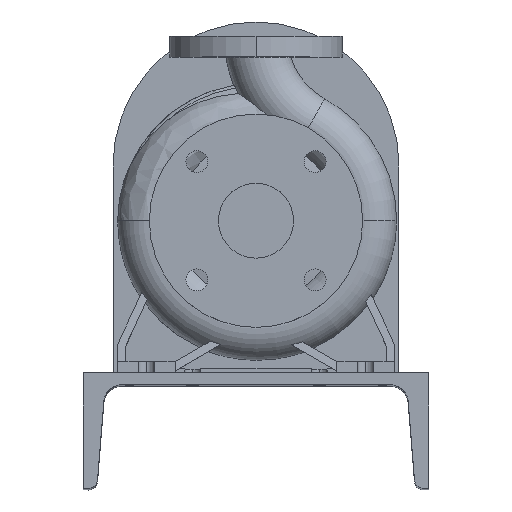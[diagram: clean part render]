
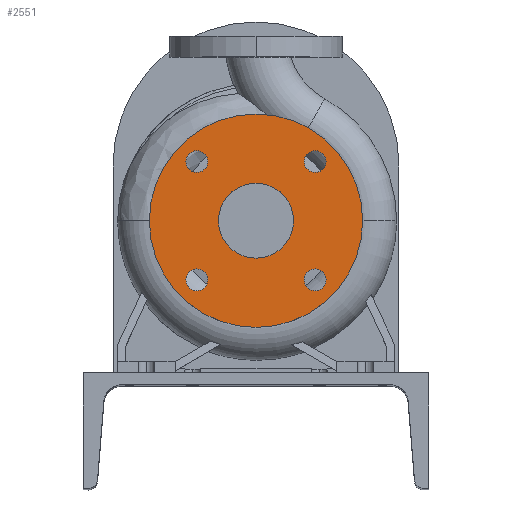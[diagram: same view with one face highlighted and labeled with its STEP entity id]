
A CAD part, top view. The second image highlights one B-rep face of the part: STEP entity #2551.
In plain terms, the highlighted planar face has unit normal (0, 0, 1).
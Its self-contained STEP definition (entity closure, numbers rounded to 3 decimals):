
#48 = CARTESIAN_POINT ( 'NONE',  ( 41.765, 51.265, 80. ) ) ;
#713 = CIRCLE ( 'NONE', #16909, 9.5 ) ;
#760 = DIRECTION ( 'NONE',  ( 0., -1., 0. ) ) ;
#800 = AXIS2_PLACEMENT_3D ( 'NONE', #19630, #3369, #8242 ) ;
#966 = VERTEX_POINT ( 'NONE', #3601 ) ;
#1060 = DIRECTION ( 'NONE',  ( 0., 0., 1. ) ) ;
#1362 = ORIENTED_EDGE ( 'NONE', *, *, #13234, .F. ) ;
#1495 = FACE_OUTER_BOUND ( 'NONE', #4396, .T. ) ;
#1665 = VERTEX_POINT ( 'NONE', #19275 ) ;
#1707 = FACE_BOUND ( 'NONE', #14737, .T. ) ;
#1759 = ORIENTED_EDGE ( 'NONE', *, *, #15079, .T. ) ;
#2020 = ORIENTED_EDGE ( 'NONE', *, *, #12316, .F. ) ;
#2161 = AXIS2_PLACEMENT_3D ( 'NONE', #18045, #9710, #8138 ) ;
#2315 = CARTESIAN_POINT ( 'NONE',  ( 0., -32.5, 80. ) ) ;
#2551 = ADVANCED_FACE ( 'NONE', ( #14492, #9958, #16391, #1495, #1707, #9856 ), #20816, .F. ) ;
#2576 = DIRECTION ( 'NONE',  ( 0., 0., 1. ) ) ;
#2962 = ORIENTED_EDGE ( 'NONE', *, *, #16533, .F. ) ;
#3054 = DIRECTION ( 'NONE',  ( 0., 0., 1. ) ) ;
#3133 = VERTEX_POINT ( 'NONE', #20242 ) ;
#3284 = DIRECTION ( 'NONE',  ( 0., 0., 1. ) ) ;
#3369 = DIRECTION ( 'NONE',  ( 0., 0., 1. ) ) ;
#3601 = CARTESIAN_POINT ( 'NONE',  ( 51.265, -41.765, 80. ) ) ;
#3944 = EDGE_CURVE ( 'NONE', #18950, #966, #13039, .T. ) ;
#4001 = CARTESIAN_POINT ( 'NONE',  ( -51.265, 60.765, 80. ) ) ;
#4163 = DIRECTION ( 'NONE',  ( 1., 0., 0. ) ) ;
#4208 = AXIS2_PLACEMENT_3D ( 'NONE', #5624, #7315, #760 ) ;
#4226 = CARTESIAN_POINT ( 'NONE',  ( 60.765, 51.265, 80. ) ) ;
#4396 = EDGE_LOOP ( 'NONE', ( #1759, #6531 ) ) ;
#4594 = CARTESIAN_POINT ( 'NONE',  ( 51.265, 51.265, 80. ) ) ;
#4858 = ORIENTED_EDGE ( 'NONE', *, *, #14476, .F. ) ;
#4884 = CIRCLE ( 'NONE', #800, 32.5 ) ;
#4945 = VERTEX_POINT ( 'NONE', #48 ) ;
#5423 = AXIS2_PLACEMENT_3D ( 'NONE', #17652, #6353, #12794 ) ;
#5584 = VERTEX_POINT ( 'NONE', #8972 ) ;
#5624 = CARTESIAN_POINT ( 'NONE',  ( 0., 0., 80. ) ) ;
#6122 = DIRECTION ( 'NONE',  ( 0., -1., 0. ) ) ;
#6353 = DIRECTION ( 'NONE',  ( 0., 0., -1. ) ) ;
#6530 = CARTESIAN_POINT ( 'NONE',  ( -51.265, 41.765, 80. ) ) ;
#6531 = ORIENTED_EDGE ( 'NONE', *, *, #8633, .T. ) ;
#7091 = CIRCLE ( 'NONE', #19578, 9.5 ) ;
#7315 = DIRECTION ( 'NONE',  ( 0., 0., 1. ) ) ;
#7417 = AXIS2_PLACEMENT_3D ( 'NONE', #17746, #3284, #9729 ) ;
#7437 = DIRECTION ( 'NONE',  ( 1., 0., 0. ) ) ;
#8138 = DIRECTION ( 'NONE',  ( 0., -1., 0. ) ) ;
#8242 = DIRECTION ( 'NONE',  ( 0., -1., 0. ) ) ;
#8504 = CARTESIAN_POINT ( 'NONE',  ( 0., 32.5, 80. ) ) ;
#8633 = EDGE_CURVE ( 'NONE', #1665, #5584, #16531, .T. ) ;
#8972 = CARTESIAN_POINT ( 'NONE',  ( 0., -92.5, 80. ) ) ;
#8993 = EDGE_LOOP ( 'NONE', ( #17213, #16549 ) ) ;
#9051 = VERTEX_POINT ( 'NONE', #6530 ) ;
#9245 = CIRCLE ( 'NONE', #14975, 9.5 ) ;
#9285 = CARTESIAN_POINT ( 'NONE',  ( -51.265, -60.765, 80. ) ) ;
#9301 = EDGE_CURVE ( 'NONE', #3133, #10989, #9767, .T. ) ;
#9308 = DIRECTION ( 'NONE',  ( 0., -1., 0. ) ) ;
#9538 = CIRCLE ( 'NONE', #13911, 9.5 ) ;
#9647 = VERTEX_POINT ( 'NONE', #8504 ) ;
#9710 = DIRECTION ( 'NONE',  ( 0., 0., 1. ) ) ;
#9729 = DIRECTION ( 'NONE',  ( 0., -1., 0. ) ) ;
#9767 = CIRCLE ( 'NONE', #19871, 9.5 ) ;
#9856 = FACE_BOUND ( 'NONE', #16420, .T. ) ;
#9937 = CARTESIAN_POINT ( 'NONE',  ( 51.265, -60.765, 80. ) ) ;
#9958 = FACE_BOUND ( 'NONE', #10574, .T. ) ;
#10109 = VERTEX_POINT ( 'NONE', #2315 ) ;
#10122 = VERTEX_POINT ( 'NONE', #4226 ) ;
#10573 = EDGE_CURVE ( 'NONE', #10122, #4945, #7091, .T. ) ;
#10574 = EDGE_LOOP ( 'NONE', ( #15784, #2020 ) ) ;
#10989 = VERTEX_POINT ( 'NONE', #9285 ) ;
#12316 = EDGE_CURVE ( 'NONE', #4945, #10122, #713, .T. ) ;
#12652 = EDGE_LOOP ( 'NONE', ( #1362, #2962 ) ) ;
#12659 = CARTESIAN_POINT ( 'NONE',  ( -51.265, 51.265, 80. ) ) ;
#12687 = ORIENTED_EDGE ( 'NONE', *, *, #3944, .F. ) ;
#12794 = DIRECTION ( 'NONE',  ( 0., 1., 0. ) ) ;
#13039 = CIRCLE ( 'NONE', #18098, 9.5 ) ;
#13234 = EDGE_CURVE ( 'NONE', #9051, #19058, #9538, .T. ) ;
#13291 = AXIS2_PLACEMENT_3D ( 'NONE', #15861, #15758, #14278 ) ;
#13304 = AXIS2_PLACEMENT_3D ( 'NONE', #15529, #15418, #19858 ) ;
#13660 = CARTESIAN_POINT ( 'NONE',  ( 51.265, 51.265, 80. ) ) ;
#13911 = AXIS2_PLACEMENT_3D ( 'NONE', #12659, #3054, #6122 ) ;
#13954 = DIRECTION ( 'NONE',  ( 0., -1., 0. ) ) ;
#14278 = DIRECTION ( 'NONE',  ( 0., -1., 0. ) ) ;
#14476 = EDGE_CURVE ( 'NONE', #966, #18950, #17667, .T. ) ;
#14492 = FACE_BOUND ( 'NONE', #12652, .T. ) ;
#14657 = ORIENTED_EDGE ( 'NONE', *, *, #14873, .F. ) ;
#14737 = EDGE_LOOP ( 'NONE', ( #14657, #20818 ) ) ;
#14873 = EDGE_CURVE ( 'NONE', #10989, #3133, #20374, .T. ) ;
#14975 = AXIS2_PLACEMENT_3D ( 'NONE', #15550, #1060, #13954 ) ;
#15079 = EDGE_CURVE ( 'NONE', #5584, #1665, #15658, .T. ) ;
#15148 = EDGE_CURVE ( 'NONE', #10109, #9647, #4884, .T. ) ;
#15282 = DIRECTION ( 'NONE',  ( 0., -1., 0. ) ) ;
#15388 = CARTESIAN_POINT ( 'NONE',  ( -51.265, -51.265, 80. ) ) ;
#15418 = DIRECTION ( 'NONE',  ( 0., 0., 1. ) ) ;
#15529 = CARTESIAN_POINT ( 'NONE',  ( -51.265, -51.265, 80. ) ) ;
#15540 = CARTESIAN_POINT ( 'NONE',  ( 51.265, -51.265, 80. ) ) ;
#15550 = CARTESIAN_POINT ( 'NONE',  ( -51.265, 51.265, 80. ) ) ;
#15641 = DIRECTION ( 'NONE',  ( 0., 0., 1. ) ) ;
#15658 = CIRCLE ( 'NONE', #2161, 92.5 ) ;
#15758 = DIRECTION ( 'NONE',  ( 0., 0., 1. ) ) ;
#15784 = ORIENTED_EDGE ( 'NONE', *, *, #10573, .F. ) ;
#15861 = CARTESIAN_POINT ( 'NONE',  ( 51.265, -51.265, 80. ) ) ;
#16391 = FACE_BOUND ( 'NONE', #8993, .T. ) ;
#16420 = EDGE_LOOP ( 'NONE', ( #12687, #4858 ) ) ;
#16531 = CIRCLE ( 'NONE', #7417, 92.5 ) ;
#16533 = EDGE_CURVE ( 'NONE', #19058, #9051, #9245, .T. ) ;
#16549 = ORIENTED_EDGE ( 'NONE', *, *, #17160, .F. ) ;
#16752 = DIRECTION ( 'NONE',  ( 0., 0., 1. ) ) ;
#16909 = AXIS2_PLACEMENT_3D ( 'NONE', #4594, #2576, #7437 ) ;
#17160 = EDGE_CURVE ( 'NONE', #9647, #10109, #18033, .T. ) ;
#17213 = ORIENTED_EDGE ( 'NONE', *, *, #15148, .F. ) ;
#17652 = CARTESIAN_POINT ( 'NONE',  ( 0., 92.5, 80. ) ) ;
#17667 = CIRCLE ( 'NONE', #13291, 9.5 ) ;
#17746 = CARTESIAN_POINT ( 'NONE',  ( 0., 0., 80. ) ) ;
#18033 = CIRCLE ( 'NONE', #4208, 32.5 ) ;
#18045 = CARTESIAN_POINT ( 'NONE',  ( 0., 0., 80. ) ) ;
#18098 = AXIS2_PLACEMENT_3D ( 'NONE', #15540, #15641, #9308 ) ;
#18950 = VERTEX_POINT ( 'NONE', #9937 ) ;
#19058 = VERTEX_POINT ( 'NONE', #4001 ) ;
#19275 = CARTESIAN_POINT ( 'NONE',  ( 0., 92.5, 80. ) ) ;
#19578 = AXIS2_PLACEMENT_3D ( 'NONE', #13660, #20303, #4163 ) ;
#19630 = CARTESIAN_POINT ( 'NONE',  ( 0., 0., 80. ) ) ;
#19858 = DIRECTION ( 'NONE',  ( 0., -1., 0. ) ) ;
#19871 = AXIS2_PLACEMENT_3D ( 'NONE', #15388, #16752, #15282 ) ;
#20242 = CARTESIAN_POINT ( 'NONE',  ( -51.265, -41.765, 80. ) ) ;
#20303 = DIRECTION ( 'NONE',  ( 0., 0., 1. ) ) ;
#20374 = CIRCLE ( 'NONE', #13304, 9.5 ) ;
#20816 = PLANE ( 'NONE',  #5423 ) ;
#20818 = ORIENTED_EDGE ( 'NONE', *, *, #9301, .F. ) ;
